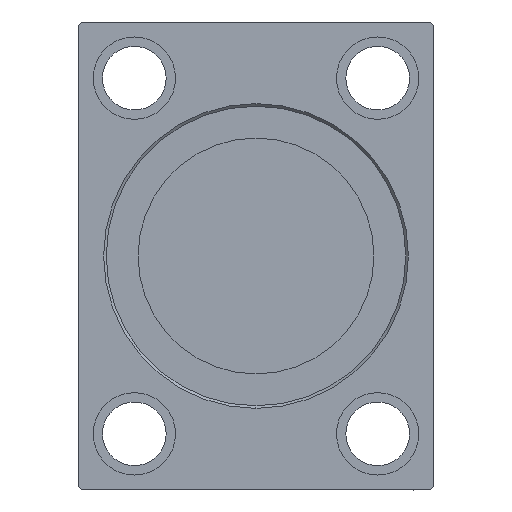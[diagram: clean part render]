
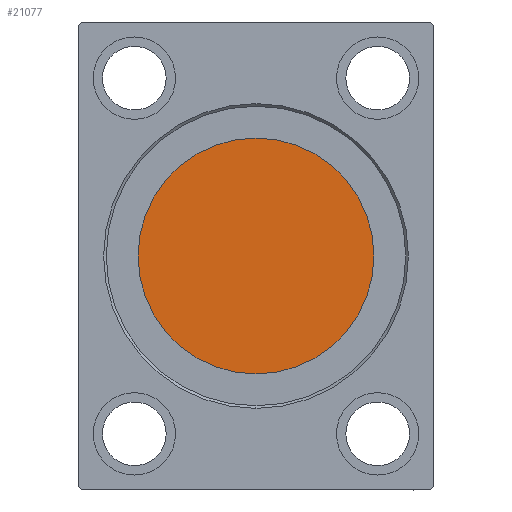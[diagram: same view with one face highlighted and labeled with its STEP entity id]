
A CAD part, left-side view. The second image highlights one B-rep face of the part: STEP entity #21077.
In plain terms, the highlighted planar face has unit normal (-1, 0, 0).
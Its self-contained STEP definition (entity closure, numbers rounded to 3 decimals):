
#1899 = CARTESIAN_POINT ( 'NONE',  ( 152.5, 0., -31.5 ) ) ;
#1945 = CARTESIAN_POINT ( 'NONE',  ( 152.5, 0., 0. ) ) ;
#3170 = CIRCLE ( 'NONE', #38691, 31.5 ) ;
#5155 = DIRECTION ( 'NONE',  ( -1., 0., 0. ) ) ;
#13286 = EDGE_CURVE ( 'NONE', #16378, #17058, #17882, .T. ) ;
#13976 = DIRECTION ( 'NONE',  ( 0., 0., 1. ) ) ;
#16378 = VERTEX_POINT ( 'NONE', #1899 ) ;
#17058 = VERTEX_POINT ( 'NONE', #24660 ) ;
#17193 = DIRECTION ( 'NONE',  ( -1., 0., 0. ) ) ;
#17882 = CIRCLE ( 'NONE', #41786, 31.5 ) ;
#18019 = DIRECTION ( 'NONE',  ( 0., 0., 1. ) ) ;
#21077 = ADVANCED_FACE ( 'NONE', ( #40483 ), #27866, .T. ) ;
#24660 = CARTESIAN_POINT ( 'NONE',  ( 152.5, 0., 31.5 ) ) ;
#27414 = ORIENTED_EDGE ( 'NONE', *, *, #32760, .T. ) ;
#27866 = PLANE ( 'NONE',  #30931 ) ;
#28133 = CARTESIAN_POINT ( 'NONE',  ( 152.5, 0., 0. ) ) ;
#30630 = EDGE_LOOP ( 'NONE', ( #27414, #40623 ) ) ;
#30931 = AXIS2_PLACEMENT_3D ( 'NONE', #1945, #5155, #18019 ) ;
#32760 = EDGE_CURVE ( 'NONE', #17058, #16378, #3170, .T. ) ;
#33666 = CARTESIAN_POINT ( 'NONE',  ( 152.5, 0., 0. ) ) ;
#38382 = DIRECTION ( 'NONE',  ( 0., 0., 1. ) ) ;
#38691 = AXIS2_PLACEMENT_3D ( 'NONE', #28133, #41379, #38382 ) ;
#40483 = FACE_OUTER_BOUND ( 'NONE', #30630, .T. ) ;
#40623 = ORIENTED_EDGE ( 'NONE', *, *, #13286, .T. ) ;
#41379 = DIRECTION ( 'NONE',  ( -1., 0., 0. ) ) ;
#41786 = AXIS2_PLACEMENT_3D ( 'NONE', #33666, #17193, #13976 ) ;
